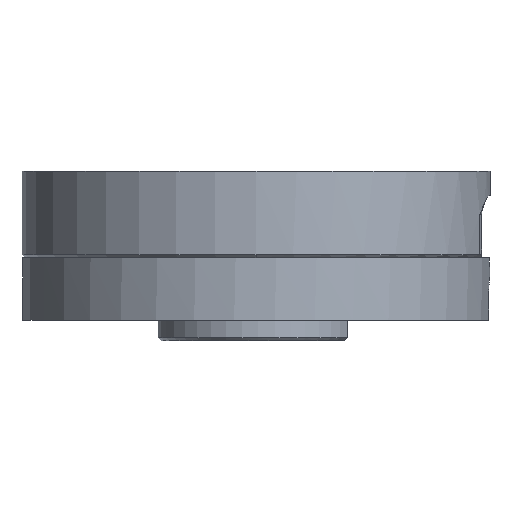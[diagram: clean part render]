
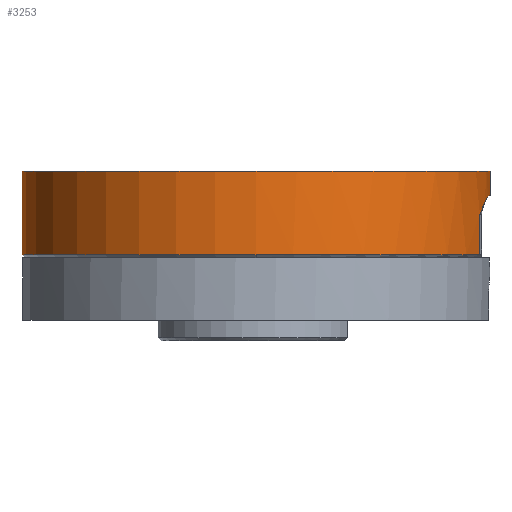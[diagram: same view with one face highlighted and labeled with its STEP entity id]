
A CAD part, front view. The second image highlights one B-rep face of the part: STEP entity #3253.
In plain terms, the highlighted cylindrical face has radius 37.5 mm (diameter 75 mm), a partial arc.
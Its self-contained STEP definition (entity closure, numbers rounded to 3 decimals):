
#68 = CARTESIAN_POINT ( 'NONE',  ( 36.685, -7.776, 1.907 ) ) ;
#370 = CIRCLE ( 'NONE', #5226, 37.5 ) ;
#376 = CARTESIAN_POINT ( 'NONE',  ( 35.872, -10.928, -7. ) ) ;
#416 = CARTESIAN_POINT ( 'NONE',  ( 0., 0., -7. ) ) ;
#451 = VECTOR ( 'NONE', #476, 1000. ) ;
#476 = DIRECTION ( 'NONE',  ( 0., 0., 1. ) ) ;
#484 = CARTESIAN_POINT ( 'NONE',  ( 36.733, -7.547, 2.017 ) ) ;
#510 = VERTEX_POINT ( 'NONE', #4262 ) ;
#532 = CARTESIAN_POINT ( 'NONE',  ( 36.088, -10.193, 0.487 ) ) ;
#554 = CARTESIAN_POINT ( 'NONE',  ( 36.034, -10.382, 0.363 ) ) ;
#658 = EDGE_CURVE ( 'NONE', #5123, #510, #370, .T. ) ;
#849 = VECTOR ( 'NONE', #6259, 1000. ) ;
#889 = AXIS2_PLACEMENT_3D ( 'NONE', #416, #6360, #1407 ) ;
#893 = EDGE_CURVE ( 'NONE', #5238, #2414, #1151, .T. ) ;
#903 = EDGE_CURVE ( 'NONE', #2414, #3841, #5913, .T. ) ;
#919 = CARTESIAN_POINT ( 'NONE',  ( 37.5, 0., -7. ) ) ;
#986 = CARTESIAN_POINT ( 'NONE',  ( 36.331, -9.29, 1.061 ) ) ;
#1006 = VERTEX_POINT ( 'NONE', #5591 ) ;
#1009 = CARTESIAN_POINT ( 'NONE',  ( 35.872, -10.928, 0. ) ) ;
#1032 = CARTESIAN_POINT ( 'NONE',  ( 36.111, -10.11, 0.541 ) ) ;
#1051 = CARTESIAN_POINT ( 'NONE',  ( 36.109, -10.117, 0.536 ) ) ;
#1072 = CARTESIAN_POINT ( 'NONE',  ( 36.328, -9.302, 1.054 ) ) ;
#1127 = DIRECTION ( 'NONE',  ( 1., 0., 0. ) ) ;
#1140 = AXIS2_PLACEMENT_3D ( 'NONE', #3456, #3435, #4941 ) ;
#1151 = CIRCLE ( 'NONE', #4365, 37.5 ) ;
#1245 = DIRECTION ( 'NONE',  ( 1., 0., 0. ) ) ;
#1407 = DIRECTION ( 'NONE',  ( 1., 0., 0. ) ) ;
#1497 = CARTESIAN_POINT ( 'NONE',  ( 37.018, -6.159, 2.673 ) ) ;
#1516 = CARTESIAN_POINT ( 'NONE',  ( 36.71, -7.658, 1.964 ) ) ;
#1538 = CARTESIAN_POINT ( 'NONE',  ( 36.321, -9.33, 1.037 ) ) ;
#1561 = CARTESIAN_POINT ( 'NONE',  ( 36.722, -7.599, 1.992 ) ) ;
#1564 = ORIENTED_EDGE ( 'NONE', *, *, #903, .T. ) ;
#1587 = CARTESIAN_POINT ( 'NONE',  ( 36.487, -8.662, 1.436 ) ) ;
#1635 = CARTESIAN_POINT ( 'NONE',  ( 35.872, -10.928, 0. ) ) ;
#1640 = ORIENTED_EDGE ( 'NONE', *, *, #893, .T. ) ;
#1880 = CIRCLE ( 'NONE', #5020, 37.5 ) ;
#1888 = DIRECTION ( 'NONE',  ( 0., 0., 1. ) ) ;
#1948 = LINE ( 'NONE', #919, #451 ) ;
#1997 = CARTESIAN_POINT ( 'NONE',  ( 37.32, -3.668, 3. ) ) ;
#1998 = ORIENTED_EDGE ( 'NONE', *, *, #4863, .T. ) ;
#2015 = CARTESIAN_POINT ( 'NONE',  ( 36.052, -10.319, 0.404 ) ) ;
#2042 = CARTESIAN_POINT ( 'NONE',  ( 36.334, -9.279, 1.068 ) ) ;
#2058 = CARTESIAN_POINT ( 'NONE',  ( 36.333, -9.282, 1.066 ) ) ;
#2414 = VERTEX_POINT ( 'NONE', #3888 ) ;
#2489 = CARTESIAN_POINT ( 'NONE',  ( 36.112, -10.11, 0.542 ) ) ;
#2508 = CARTESIAN_POINT ( 'NONE',  ( 36.195, -9.809, 0.736 ) ) ;
#2529 = CARTESIAN_POINT ( 'NONE',  ( 36.101, -10.149, 0.516 ) ) ;
#2546 = CARTESIAN_POINT ( 'NONE',  ( 36.728, -7.57, 2.006 ) ) ;
#2567 = CARTESIAN_POINT ( 'NONE',  ( 36.106, -10.128, 0.53 ) ) ;
#2707 = DIRECTION ( 'NONE',  ( 0., 0., 1. ) ) ;
#2802 = CIRCLE ( 'NONE', #1140, 37.5 ) ;
#2982 = CARTESIAN_POINT ( 'NONE',  ( 36.307, -9.385, 1.003 ) ) ;
#2994 = CARTESIAN_POINT ( 'NONE',  ( 0., -37.5, -6.5 ) ) ;
#3007 = CARTESIAN_POINT ( 'NONE',  ( 36.586, -8.228, 1.674 ) ) ;
#3049 = CARTESIAN_POINT ( 'NONE',  ( 36.732, -7.549, 2.016 ) ) ;
#3061 = ORIENTED_EDGE ( 'NONE', *, *, #658, .F. ) ;
#3183 = VERTEX_POINT ( 'NONE', #5810 ) ;
#3253 = ADVANCED_FACE ( 'NONE', ( #3466 ), #4102, .T. ) ;
#3277 = EDGE_CURVE ( 'NONE', #4504, #1006, #2802, .T. ) ;
#3298 = EDGE_CURVE ( 'NONE', #3841, #4504, #5792, .T. ) ;
#3337 = ORIENTED_EDGE ( 'NONE', *, *, #3298, .T. ) ;
#3435 = DIRECTION ( 'NONE',  ( 0., 0., 1. ) ) ;
#3456 = CARTESIAN_POINT ( 'NONE',  ( 0., 0., 3. ) ) ;
#3466 = FACE_OUTER_BOUND ( 'NONE', #5144, .T. ) ;
#3479 = CARTESIAN_POINT ( 'NONE',  ( 35.975, -10.587, 0.227 ) ) ;
#3841 = VERTEX_POINT ( 'NONE', #1635 ) ;
#3888 = CARTESIAN_POINT ( 'NONE',  ( 35.872, -10.928, -6.5 ) ) ;
#3945 = DIRECTION ( 'NONE',  ( 1., 0., 0. ) ) ;
#4019 = CARTESIAN_POINT ( 'NONE',  ( 35.928, -10.746, 0.121 ) ) ;
#4102 = CYLINDRICAL_SURFACE ( 'NONE', #889, 37.5 ) ;
#4228 = ORIENTED_EDGE ( 'NONE', *, *, #5800, .F. ) ;
#4262 = CARTESIAN_POINT ( 'NONE',  ( 37.5, 0., 6.9 ) ) ;
#4282 = CARTESIAN_POINT ( 'NONE',  ( -37.5, 0., 6.9 ) ) ;
#4365 = AXIS2_PLACEMENT_3D ( 'NONE', #5348, #6397, #3945 ) ;
#4436 = CARTESIAN_POINT ( 'NONE',  ( 37.203, -4.864, 3. ) ) ;
#4460 = CARTESIAN_POINT ( 'NONE',  ( 36.415, -8.962, 1.262 ) ) ;
#4504 = VERTEX_POINT ( 'NONE', #5678 ) ;
#4505 = CARTESIAN_POINT ( 'NONE',  ( 36.634, -8.016, 1.786 ) ) ;
#4863 = EDGE_CURVE ( 'NONE', #3183, #5238, #1880, .T. ) ;
#4941 = DIRECTION ( 'NONE',  ( 1., 0., 0. ) ) ;
#5007 = CARTESIAN_POINT ( 'NONE',  ( 36.731, -7.558, 2.012 ) ) ;
#5020 = AXIS2_PLACEMENT_3D ( 'NONE', #5570, #6070, #1127 ) ;
#5123 = VERTEX_POINT ( 'NONE', #4282 ) ;
#5144 = EDGE_LOOP ( 'NONE', ( #4228, #1998, #1640, #1564, #3337, #5346, #6141, #3061 ) ) ;
#5226 = AXIS2_PLACEMENT_3D ( 'NONE', #5711, #2707, #1245 ) ;
#5238 = VERTEX_POINT ( 'NONE', #2994 ) ;
#5346 = ORIENTED_EDGE ( 'NONE', *, *, #3277, .T. ) ;
#5348 = CARTESIAN_POINT ( 'NONE',  ( 0., 0., -6.5 ) ) ;
#5386 = LINE ( 'NONE', #5820, #849 ) ;
#5439 = CARTESIAN_POINT ( 'NONE',  ( 36.155, -9.955, 0.643 ) ) ;
#5500 = CARTESIAN_POINT ( 'NONE',  ( 36.111, -10.113, 0.539 ) ) ;
#5570 = CARTESIAN_POINT ( 'NONE',  ( 0., 0., -6.5 ) ) ;
#5591 = CARTESIAN_POINT ( 'NONE',  ( 37.5, 0., 3. ) ) ;
#5678 = CARTESIAN_POINT ( 'NONE',  ( 37.32, -3.668, 3. ) ) ;
#5711 = CARTESIAN_POINT ( 'NONE',  ( 0., 0., 6.9 ) ) ;
#5792 = B_SPLINE_CURVE_WITH_KNOTS ( 'NONE', 3,
 ( #1009, #4019, #3479, #554, #2015, #5993, #532, #2529, #2567, #1051, #5500, #1032, #2489, #5439, #2508, #5935, #5952, #2982, #1538, #1072, #986, #2058, #2042, #4460, #1587, #3007, #4505, #68, #1516, #1561, #2546, #5007, #3049, #484, #1497, #4436, #1997 ),
 .UNSPECIFIED., .F., .F.,
 ( 4, 2, 2, 1, 1, 1, 1, 2, 2, 2, 1, 1, 1, 1, 2, 2, 2, 1, 1, 1, 1, 1, 2, 2, 4 ),
 ( 0., 0.063, 0.094, 0.109, 0.117, 0.121, 0.123, 0.124, 0.125, 0.188, 0.219, 0.234, 0.242, 0.246, 0.248, 0.25, 0.375, 0.438, 0.469, 0.484, 0.492, 0.496, 0.498, 0.5, 1. ),
 .UNSPECIFIED. ) ;
#5800 = EDGE_CURVE ( 'NONE', #3183, #5123, #5386, .T. ) ;
#5810 = CARTESIAN_POINT ( 'NONE',  ( -37.5, 0., -6.5 ) ) ;
#5820 = CARTESIAN_POINT ( 'NONE',  ( -37.5, 0., -7. ) ) ;
#5835 = EDGE_CURVE ( 'NONE', #1006, #510, #1948, .T. ) ;
#5913 = LINE ( 'NONE', #376, #6401 ) ;
#5935 = CARTESIAN_POINT ( 'NONE',  ( 36.25, -9.601, 0.868 ) ) ;
#5952 = CARTESIAN_POINT ( 'NONE',  ( 36.277, -9.499, 0.932 ) ) ;
#5993 = CARTESIAN_POINT ( 'NONE',  ( 36.077, -10.233, 0.461 ) ) ;
#6070 = DIRECTION ( 'NONE',  ( 0., 0., 1. ) ) ;
#6141 = ORIENTED_EDGE ( 'NONE', *, *, #5835, .T. ) ;
#6259 = DIRECTION ( 'NONE',  ( 0., 0., 1. ) ) ;
#6360 = DIRECTION ( 'NONE',  ( 0., 0., 1. ) ) ;
#6397 = DIRECTION ( 'NONE',  ( 0., 0., 1. ) ) ;
#6401 = VECTOR ( 'NONE', #1888, 1000. ) ;
